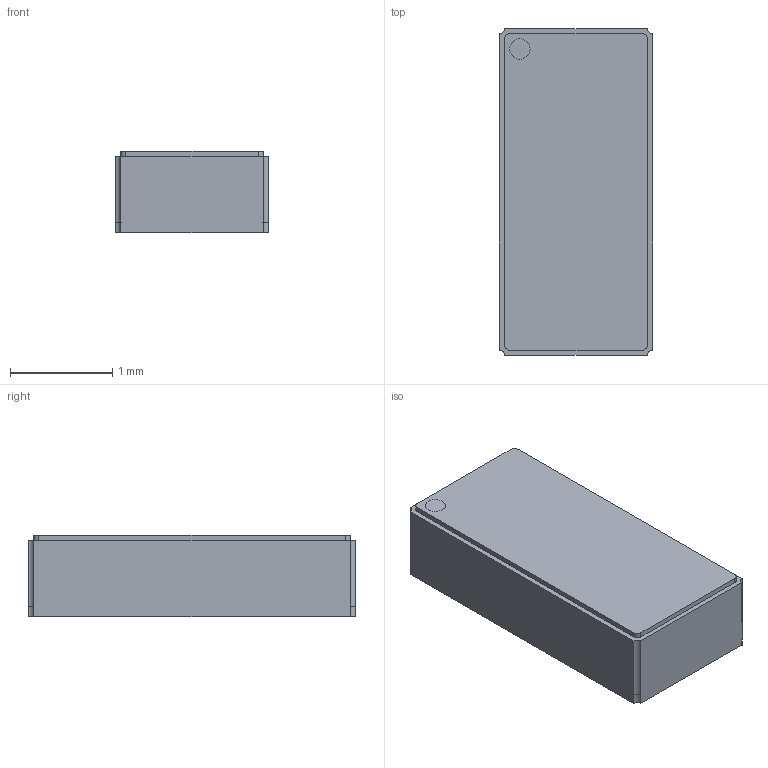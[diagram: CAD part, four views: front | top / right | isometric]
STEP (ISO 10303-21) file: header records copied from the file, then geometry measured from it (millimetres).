
FILE_DESCRIPTION(/* description */ (''),/* implementation_level */ '2;1');
FILE_NAME(/* name */ 'XTAL_MICROCRYSTAL_RV-8803-C7.stp',/* time_stamp */ '2016-02-01T10:34:38+01:00',/* author */ ('riccim'),/* organization */ (''),/* preprocessor_version */ 'ST-DEVELOPER v15.5',/* originating_system */ 'AutoCAD Mechanical',/* authorisation */ '');
FILE_SCHEMA (('AUTOMOTIVE_DESIGN { 1 0 10303 214 3 1 1 }'));
Length unit declared in the file: millimetre
Products named in the file (1): Product
Bounding box: 1.5 x 3.2 x 0.8 mm (x, y, z)
Volume: 3.8 mm3; surface area: 31.1 mm2
Topology: 11 solids, 11 shells, 133 faces, 310 edges, 204 vertices
Faces by surface type: plane 119, cylinder 14
Full cylindrical faces by diameter (mm): 0.2 x2
Entity records: 3747 total; most frequent: CARTESIAN_POINT 646, ORIENTED_EDGE 616, DIRECTION 604, EDGE_CURVE 308, LINE 280, VECTOR 280, VERTEX_POINT 204, AXIS2_PLACEMENT_3D 162
